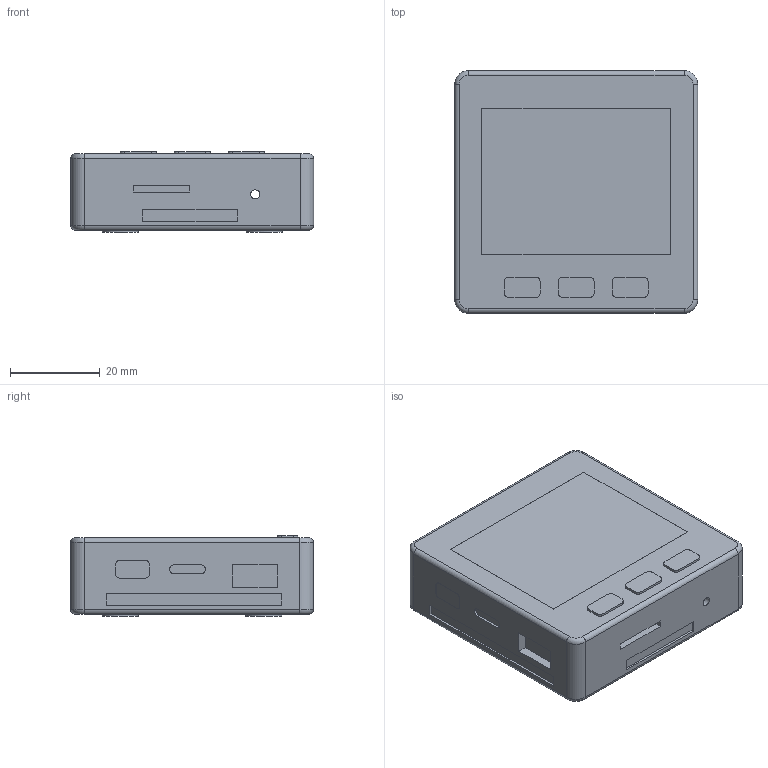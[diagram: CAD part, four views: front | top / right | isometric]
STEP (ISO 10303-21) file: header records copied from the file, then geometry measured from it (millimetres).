
FILE_DESCRIPTION(/* description */ ('Alibre Inc.'),/* implementation_level */ '2;1');
FILE_NAME(/* name */ 'M5Stack.stp',/* time_stamp */ '2023-12-09T21:18:26+01:00',/* author */ ('arnau'),/* organization */ (''),/* preprocessor_version */ 'ST-DEVELOPER v19.2',/* originating_system */ 'Autodesk Inventor 2024',/* authorisation */ '');
FILE_SCHEMA (('AUTOMOTIVE_DESIGN { 1 0 10303 214 3 1 1 }'));
Length unit declared in the file: millimetre
Products named in the file (1): Base_GRAY
Bounding box: 54.1 x 54 x 18 mm (x, y, z)
Volume: 48845.7 mm3; surface area: 10056.8 mm2
Topology: 1 solids, 1 shells, 119 faces, 275 edges, 178 vertices
Faces by surface type: plane 72, cylinder 39, torus 8
Full cylindrical faces by diameter (mm): 2 x1, 3.2 x2, 5.8 x2, 8 x4
Entity records: 3487 total; most frequent: DIRECTION 601, CARTESIAN_POINT 573, ORIENTED_EDGE 550, EDGE_CURVE 275, AXIS2_PLACEMENT_3D 206, LINE 189, VECTOR 189, VERTEX_POINT 178
